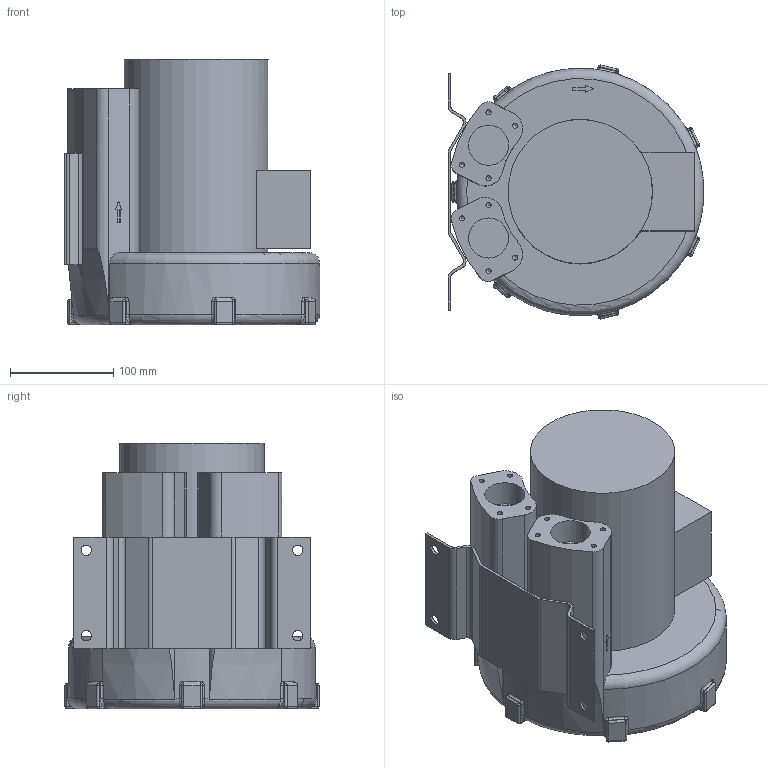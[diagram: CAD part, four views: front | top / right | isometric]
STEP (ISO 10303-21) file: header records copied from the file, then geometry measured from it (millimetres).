
FILE_DESCRIPTION((''),'2;1');
FILE_NAME('AttTemp.stp','2013-06-05T11:26:20',('Luginsland'),(''),'Autodesk Inventor 2012','Autodesk Inventor 2012','');
FILE_SCHEMA(('CONFIG_CONTROL_DESIGN'));
Length unit declared in the file: millimetre
Products named in the file (1): 01-TB-18870
Bounding box: 247.71 x 246.41 x 258 mm (x, y, z)
Volume: 7502782.4 mm3; surface area: 386618.3 mm2
Topology: 2 solids, 2 shells, 572 faces, 1452 edges, 904 vertices
Faces by surface type: plane 244, bspline 155, cylinder 116, sphere 28, torus 16, cone 13
Full cylindrical faces by diameter (mm): 4.917 x11, 10 x4, 38.952 x2, 140 x1
Entity records: 19777 total; most frequent: CARTESIAN_POINT 6579, ORIENTED_EDGE 2788, DIRECTION 2195, EDGE_CURVE 1394, VERTEX_POINT 890, VECTOR 777, LINE 777, AXIS2_PLACEMENT_3D 709
